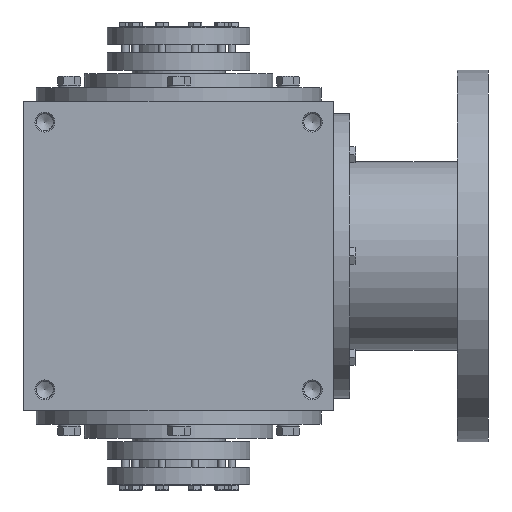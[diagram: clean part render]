
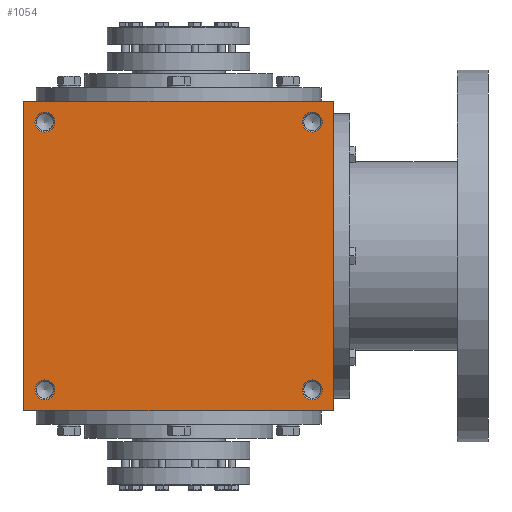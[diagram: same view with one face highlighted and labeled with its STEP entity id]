
A CAD part, front view. The second image highlights one B-rep face of the part: STEP entity #1054.
In plain terms, the highlighted planar face has unit normal (0, -1, 0).
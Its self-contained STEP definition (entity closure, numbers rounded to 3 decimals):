
#1054 = ADVANCED_FACE( '', ( #2227, #2228, #2229, #2230, #2231 ), #2232, .F. );
#2227 = FACE_BOUND( '', #3563, .T. );
#2228 = FACE_BOUND( '', #3564, .T. );
#2229 = FACE_BOUND( '', #3565, .T. );
#2230 = FACE_BOUND( '', #3566, .T. );
#2231 = FACE_OUTER_BOUND( '', #3567, .T. );
#2232 = PLANE( '', #3568 );
#3563 = EDGE_LOOP( '', ( #5740 ) );
#3564 = EDGE_LOOP( '', ( #5741 ) );
#3565 = EDGE_LOOP( '', ( #5742 ) );
#3566 = EDGE_LOOP( '', ( #5743 ) );
#3567 = EDGE_LOOP( '', ( #5744, #5745, #5746, #5747 ) );
#3568 = AXIS2_PLACEMENT_3D( '', #5748, #5749, #5750 );
#5740 = ORIENTED_EDGE( '', *, *, #7525, .T. );
#5741 = ORIENTED_EDGE( '', *, *, #7705, .T. );
#5742 = ORIENTED_EDGE( '', *, *, #7499, .F. );
#5743 = ORIENTED_EDGE( '', *, *, #7121, .F. );
#5744 = ORIENTED_EDGE( '', *, *, #7651, .T. );
#5745 = ORIENTED_EDGE( '', *, *, #7337, .F. );
#5746 = ORIENTED_EDGE( '', *, *, #7313, .F. );
#5747 = ORIENTED_EDGE( '', *, *, #7424, .T. );
#5748 = CARTESIAN_POINT( '', ( -125., -125., 125. ) );
#5749 = DIRECTION( '', ( 0., 1., 0. ) );
#5750 = DIRECTION( '', ( 0., 0., 1. ) );
#7121 = EDGE_CURVE( '', #8309, #8309, #8310, .T. );
#7313 = EDGE_CURVE( '', #8611, #8613, #8614, .T. );
#7337 = EDGE_CURVE( '', #8613, #8648, #8650, .T. );
#7424 = EDGE_CURVE( '', #8611, #8785, #8787, .T. );
#7499 = EDGE_CURVE( '', #8892, #8892, #8893, .T. );
#7525 = EDGE_CURVE( '', #8936, #8936, #8937, .T. );
#7651 = EDGE_CURVE( '', #8785, #8648, #9119, .T. );
#7705 = EDGE_CURVE( '', #9179, #9179, #9180, .T. );
#8309 = VERTEX_POINT( '', #10055 );
#8310 = CIRCLE( '', #10056, 8. );
#8611 = VERTEX_POINT( '', #10532 );
#8613 = VERTEX_POINT( '', #10535 );
#8614 = LINE( '', #10536, #10537 );
#8648 = VERTEX_POINT( '', #10584 );
#8650 = LINE( '', #10587, #10588 );
#8785 = VERTEX_POINT( '', #10817 );
#8787 = LINE( '', #10820, #10821 );
#8892 = VERTEX_POINT( '', #10961 );
#8893 = CIRCLE( '', #10962, 8. );
#8936 = VERTEX_POINT( '', #11028 );
#8937 = CIRCLE( '', #11029, 8. );
#9119 = LINE( '', #11304, #11305 );
#9179 = VERTEX_POINT( '', #11405 );
#9180 = CIRCLE( '', #11406, 8. );
#10055 = CARTESIAN_POINT( '', ( 108., -125., 100. ) );
#10056 = AXIS2_PLACEMENT_3D( '', #12150, #12151, #12152 );
#10532 = CARTESIAN_POINT( '', ( -125., -125., 125. ) );
#10535 = CARTESIAN_POINT( '', ( 125., -125., 125. ) );
#10536 = CARTESIAN_POINT( '', ( -125., -125., 125. ) );
#10537 = VECTOR( '', #12411, 1000. );
#10584 = CARTESIAN_POINT( '', ( 125., -125., -125. ) );
#10587 = CARTESIAN_POINT( '', ( 125., -125., 125. ) );
#10588 = VECTOR( '', #12455, 1000. );
#10817 = CARTESIAN_POINT( '', ( -125., -125., -125. ) );
#10820 = CARTESIAN_POINT( '', ( -125., -125., 125. ) );
#10821 = VECTOR( '', #12567, 1000. );
#10961 = CARTESIAN_POINT( '', ( 108., -125., -116. ) );
#10962 = AXIS2_PLACEMENT_3D( '', #12690, #12691, #12692 );
#11028 = CARTESIAN_POINT( '', ( -108., -125., -100. ) );
#11029 = AXIS2_PLACEMENT_3D( '', #12732, #12733, #12734 );
#11304 = CARTESIAN_POINT( '', ( -125., -125., -125. ) );
#11305 = VECTOR( '', #12891, 1000. );
#11405 = CARTESIAN_POINT( '', ( -108., -125., 116. ) );
#11406 = AXIS2_PLACEMENT_3D( '', #12952, #12953, #12954 );
#12150 = CARTESIAN_POINT( '', ( 108., -125., 108. ) );
#12151 = DIRECTION( '', ( 0., -1., 0. ) );
#12152 = DIRECTION( '', ( 0., 0., -1. ) );
#12411 = DIRECTION( '', ( 1., 0., 0. ) );
#12455 = DIRECTION( '', ( 0., 0., -1. ) );
#12567 = DIRECTION( '', ( 0., 0., -1. ) );
#12690 = CARTESIAN_POINT( '', ( 108., -125., -108. ) );
#12691 = DIRECTION( '', ( 0., -1., 0. ) );
#12692 = DIRECTION( '', ( 0., 0., -1. ) );
#12732 = CARTESIAN_POINT( '', ( -108., -125., -108. ) );
#12733 = DIRECTION( '', ( 0., 1., 0. ) );
#12734 = DIRECTION( '', ( 0., 0., 1. ) );
#12891 = DIRECTION( '', ( 1., 0., 0. ) );
#12952 = CARTESIAN_POINT( '', ( -108., -125., 108. ) );
#12953 = DIRECTION( '', ( 0., 1., 0. ) );
#12954 = DIRECTION( '', ( 0., 0., 1. ) );
